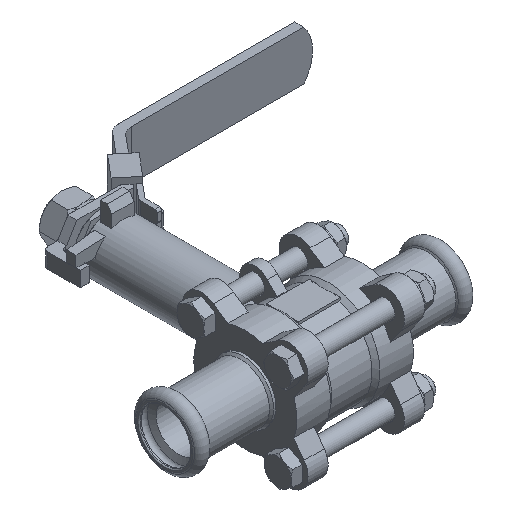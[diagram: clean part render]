
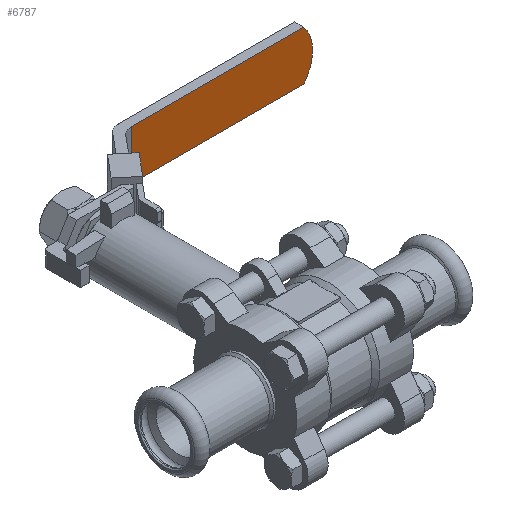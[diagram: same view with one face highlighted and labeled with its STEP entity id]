
A CAD part, isometric view. The second image highlights one B-rep face of the part: STEP entity #6787.
In plain terms, the highlighted planar face has unit normal (0, -1, 0).
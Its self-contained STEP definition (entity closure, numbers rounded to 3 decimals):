
#557=LINE('',#10739,#1022);
#574=LINE('',#10778,#1039);
#575=LINE('',#10782,#1040);
#1022=VECTOR('',#8578,1000.);
#1039=VECTOR('',#8611,1000.);
#1040=VECTOR('',#8616,1000.);
#1331=PLANE('',#7359);
#2141=ORIENTED_EDGE('',*,*,#3888,.T.);
#2142=ORIENTED_EDGE('',*,*,#3850,.F.);
#2143=ORIENTED_EDGE('',*,*,#3910,.F.);
#2144=ORIENTED_EDGE('',*,*,#3908,.F.);
#3850=EDGE_CURVE('',#4777,#4778,#5293,.T.);
#3888=EDGE_CURVE('',#4804,#4778,#557,.T.);
#3908=EDGE_CURVE('',#4804,#4818,#574,.T.);
#3910=EDGE_CURVE('',#4818,#4777,#575,.T.);
#4777=VERTEX_POINT('',#10663);
#4778=VERTEX_POINT('',#10665);
#4804=VERTEX_POINT('',#10740);
#4818=VERTEX_POINT('',#10779);
#5293=CIRCLE('',#7330,17.);
#5643=EDGE_LOOP('',(#2141,#2142,#2143,#2144));
#6173=FACE_BOUND('',#5643,.T.);
#6787=ADVANCED_FACE('',(#6173),#1331,.T.);
#7330=AXIS2_PLACEMENT_3D('',#10664,#8509,#8510);
#7359=AXIS2_PLACEMENT_3D('',#10781,#8614,#8615);
#8509=DIRECTION('',(0.,1.,0.));
#8510=DIRECTION('',(1.,0.,0.));
#8578=DIRECTION('',(1.,0.,0.));
#8611=DIRECTION('',(0.,0.,1.));
#8614=DIRECTION('',(0.,-1.,0.));
#8615=DIRECTION('',(1.,0.,0.));
#8616=DIRECTION('',(1.,0.,0.));
#10663=CARTESIAN_POINT('',(115.961,115.998,11.));
#10664=CARTESIAN_POINT('',(103.,115.998,0.));
#10665=CARTESIAN_POINT('',(115.961,115.998,-11.));
#10739=CARTESIAN_POINT('',(39.201,115.998,-11.));
#10740=CARTESIAN_POINT('',(39.201,115.998,-11.));
#10778=CARTESIAN_POINT('',(39.201,115.998,-11.));
#10779=CARTESIAN_POINT('',(39.201,115.998,11.));
#10781=CARTESIAN_POINT('',(39.201,115.998,-11.));
#10782=CARTESIAN_POINT('',(39.201,115.998,11.));
